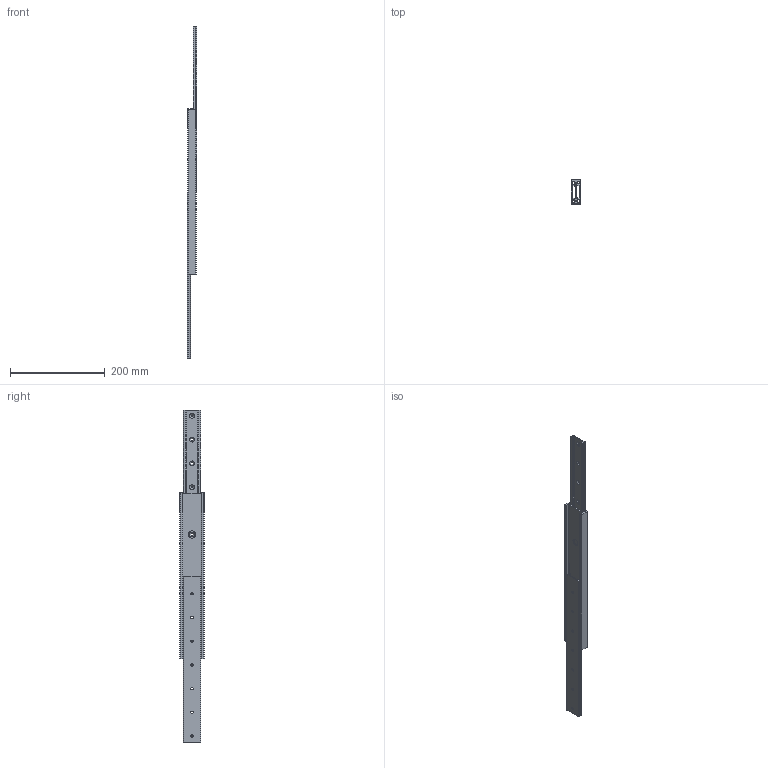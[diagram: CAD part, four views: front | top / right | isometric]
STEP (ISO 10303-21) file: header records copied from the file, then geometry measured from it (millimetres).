
FILE_DESCRIPTION (( 'STEP AP214' ), '1' );
FILE_NAME ('Telescopic-210-350-Rollco.step', '2023-11-07T13:42:49', ( '' ), ( '' ), 'SwSTEP 2.0', 'SolidWorks 2010', '' );
FILE_SCHEMA (( 'AUTOMOTIVE_DESIGN' ));
Length unit declared in the file: millimetre
Products named in the file (3): Slide-Outer-210-Rollco_Slide-Outer-210-350-Widney; Slide-Inner-210-Rollco_Slide-Inner-210-350-Widney; Telescopic-210-350-Rollco
Assembly tree (3 placements, depth 2):
  Telescopic-210-350-Rollco
    Slide-Outer-210-Rollco_Slide-Outer-210-350-Widney
    Slide-Inner-210-Rollco_Slide-Inner-210-350-Widney  x2
Bounding box: 19.66 x 50.7 x 700 mm (x, y, z)
Volume: 193720.5 mm3; surface area: 126625.7 mm2
Topology: 3 solids, 3 shells, 130 faces, 344 edges, 220 vertices
Faces by surface type: cylinder 68, plane 34, cone 28
Entity records: 2748 total; most frequent: DIRECTION 498, CARTESIAN_POINT 450, ORIENTED_EDGE 440, EDGE_CURVE 220, AXIS2_PLACEMENT_3D 190, VERTEX_POINT 142, LINE 118, VECTOR 118
